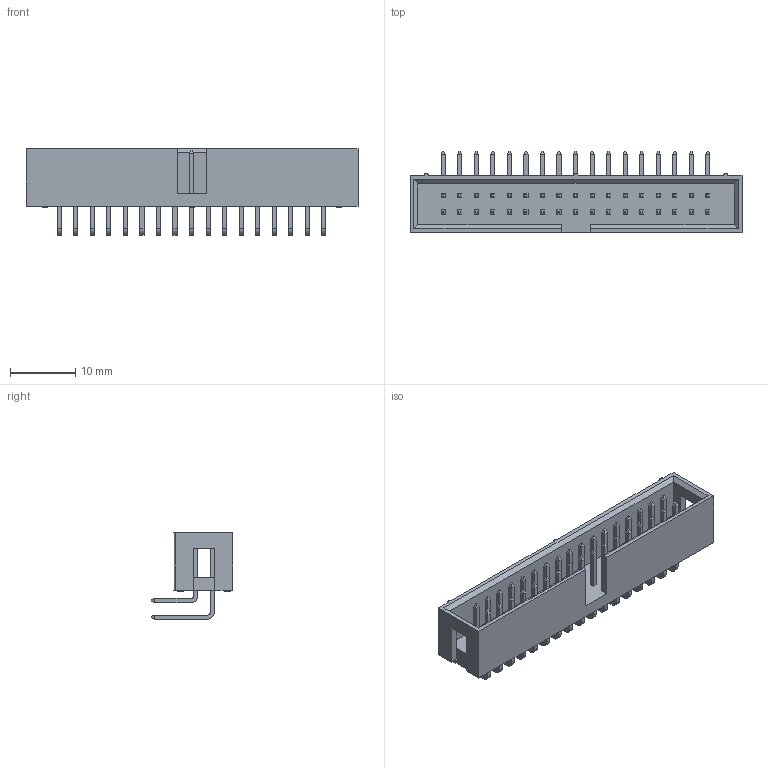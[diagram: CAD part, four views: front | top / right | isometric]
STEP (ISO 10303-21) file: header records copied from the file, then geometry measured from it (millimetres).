
FILE_DESCRIPTION(('STEP AP214'),'1');
FILE_NAME('612034235221.stp','2018-02-20T05:10:12',('TraceParts'),('TraceParts S.A.'),'Spatial InterOp 3D',' ',' ');
FILE_SCHEMA(('automotive_design'));
Length unit declared in the file: millimetre
Products named in the file (35): 612034235221_1; 612034235221_2; 612034235221_3; 612034235221_4; 612034235221_5; 612034235221_6; 612034235221_7; 612034235221_8; 612034235221_9; 612034235221_10; 612034235221_11; 612034235221_12; 612034235221_13; 612034235221_14; 612034235221_15; 612034235221_16; 612034235221_17; 612034235221_18; 612034235221_19; 612034235221_20; 612034235221_21; 612034235221_22; 612034235221_23; 612034235221_24; 612034235221_25; 612034235221_26; 612034235221_27; 612034235221_28; 612034235221_29; 612034235221_30; 612034235221_31; 612034235221_32; 612034235221_33; 612034235221_34; 612034235221_35
Bounding box: 50.98 x 12.45 x 13.26 mm (x, y, z)
Volume: 1947.2 mm3; surface area: 4386.9 mm2
Topology: 35 solids, 35 shells, 935 faces, 2173 edges, 1310 vertices
Faces by surface type: plane 852, cylinder 83
Entity records: 33775 total; most frequent: CARTESIAN_POINT 4453, ORIENTED_EDGE 4346, DIRECTION 4279, EDGE_CURVE 2173, LINE 2007, VECTOR 2007, VERTEX_POINT 1310, AXIS2_PLACEMENT_3D 1136
